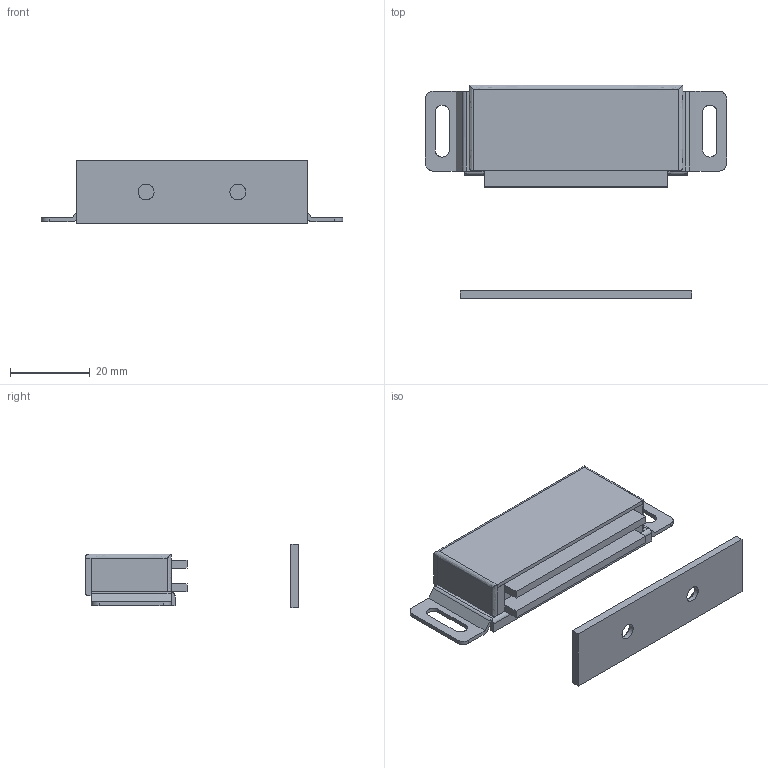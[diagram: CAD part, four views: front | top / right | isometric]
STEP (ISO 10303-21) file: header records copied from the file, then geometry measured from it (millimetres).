
FILE_DESCRIPTION((''),'2;1');
FILE_NAME('','2006-02-22T16:07:00',(''),(''),'','CADfix','');
FILE_SCHEMA(('AUTOMOTIVE_DESIGN'));
Length unit declared in the file: millimetre
Products named in the file (5): attachment; magnet; keeper; housing; TL_316_001_20565_36
Assembly tree (5 placements, depth 2):
  TL_316_001_20565_36
    attachment  x2
    magnet
    keeper
    housing
Bounding box: 75.5 x 53.5 x 16 mm (x, y, z)
Volume: 11793 mm3; surface area: 16044.6 mm2
Topology: 5 solids, 5 shells, 105 faces, 309 edges, 210 vertices
Faces by surface type: bspline 105
Entity records: 3560 total; most frequent: CARTESIAN_POINT 1715, ORIENTED_EDGE 570, EDGE_CURVE 285, QUASI_UNIFORM_CURVE 201, VERTEX_POINT 194, EDGE_LOOP 103, FACE_OUTER_BOUND 95, ADVANCED_FACE 95
